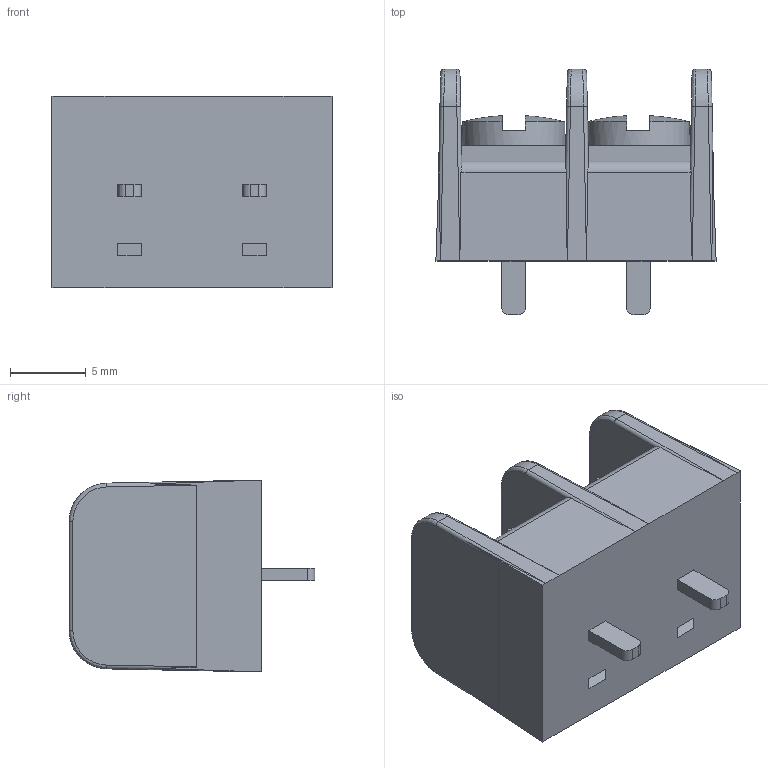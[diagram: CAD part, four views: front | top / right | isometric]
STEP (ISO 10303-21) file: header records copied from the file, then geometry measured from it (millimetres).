
FILE_DESCRIPTION(('FreeCAD Model'),'2;1');
FILE_NAME('Barrier-block-2pin-centered-0.325.step', '2019-03-12T13:27:39',('Author'),(''), 'Open CASCADE STEP processor 6.9','FreeCAD','Unknown');
FILE_SCHEMA(('AUTOMOTIVE_DESIGN { 1 0 10303 214 1 1 1 1 }'));
Length unit declared in the file: millimetre
Products named in the file (120): ASSEMBLY; Face; Face006; Face063; Face007; Face017; Face002; Face069; Face018; Face014; Face015; Face074; Face075; Face076; Face071; Face052; Face053; Face038; Face046; Face047; Face048; Face001; Face029; Face033; Face008; Face054; Face055; Face056; Face057; Face019; Face012; Face013; Face027; Face077; Face085; Face086; Face087; Face089; Face084; Face088 ...
Assembly tree (119 placements, depth 2):
  ASSEMBLY
    Face
    Face006
    Face063
    Face007
    Face017
    Face002
    Face069
    Face018
    Face014
    Face015
    Face074
    Face075
    Face076
    Face071
    Face052
    Face053
    Face038
    Face046
    Face047
    Face048
    Face001
    Face029
    Face033
    Face008
    Face054
    Face055
    Face056
    Face057
    Face019
    Face012
    Face013
    Face027
    Face077
    Face085
    Face086
    Face087
    Face089
    Face084
    Face088
    Face049
    Face050
    Face078
    Face079
    Face080
    Face081
    Face028
    Face010
    Face011
    Face062
    Face037
    Face009
    Face016
    Face022
    Face045
    Face041
    Face060
    Face061
    Face065
    Face032
Bounding box: 18.54 x 16.26 x 12.7 mm (x, y, z)
Surface area: 1439.3 mm2 (no closed solid volume)
Topology: 0 solids, 119 shells, 119 faces, 612 edges, 612 vertices
Faces by surface type: plane 64, cylinder 35, bspline 12, sphere 8
Entity records: 22614 total; most frequent: CARTESIAN_POINT 11983, DIRECTION 1388, LINE 630, VECTOR 630, ORIENTED_EDGE 612, EDGE_CURVE 612, VERTEX_POINT 612, SURFACE_CURVE 612
